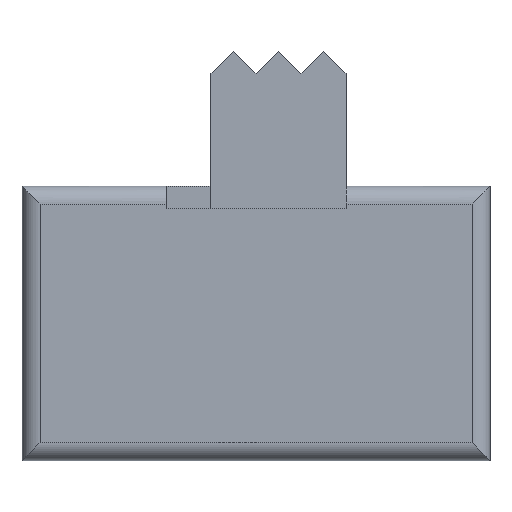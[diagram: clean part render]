
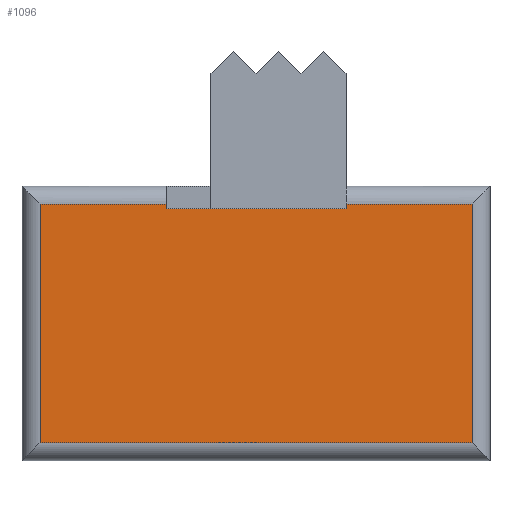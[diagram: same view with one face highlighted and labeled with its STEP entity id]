
A CAD part, top view. The second image highlights one B-rep face of the part: STEP entity #1096.
In plain terms, the highlighted planar face has unit normal (0, 0, 1).
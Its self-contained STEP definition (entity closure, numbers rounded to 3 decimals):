
#70 = VECTOR ( 'NONE', #2939, 1000. ) ;
#88 = EDGE_CURVE ( 'NONE', #2612, #1577, #1781, .T. ) ;
#91 = ORIENTED_EDGE ( 'NONE', *, *, #310, .T. ) ;
#99 = DIRECTION ( 'NONE',  ( -1., 0., 0. ) ) ;
#103 = LINE ( 'NONE', #1444, #1672 ) ;
#151 = ORIENTED_EDGE ( 'NONE', *, *, #834, .T. ) ;
#163 = VECTOR ( 'NONE', #2306, 1000. ) ;
#229 = CARTESIAN_POINT ( 'NONE',  ( 2., 2.55, 5.1 ) ) ;
#308 = VERTEX_POINT ( 'NONE', #1172 ) ;
#310 = EDGE_CURVE ( 'NONE', #308, #2849, #103, .T. ) ;
#354 = CARTESIAN_POINT ( 'NONE',  ( -2., 2.65, 5.1 ) ) ;
#395 = VERTEX_POINT ( 'NONE', #620 ) ;
#510 = AXIS2_PLACEMENT_3D ( 'NONE', #2613, #1325, #1891 ) ;
#520 = VECTOR ( 'NONE', #1295, 1000. ) ;
#523 = VERTEX_POINT ( 'NONE', #2329 ) ;
#561 = LINE ( 'NONE', #1610, #1427 ) ;
#620 = CARTESIAN_POINT ( 'NONE',  ( 4.8, -2.65, 5.1 ) ) ;
#795 = CARTESIAN_POINT ( 'NONE',  ( 4.8, 2.65, 5.1 ) ) ;
#834 = EDGE_CURVE ( 'NONE', #395, #2964, #1931, .T. ) ;
#984 = EDGE_CURVE ( 'NONE', #2849, #2843, #1381, .T. ) ;
#1002 = CARTESIAN_POINT ( 'NONE',  ( -4.8, -2.65, 5.1 ) ) ;
#1096 = ADVANCED_FACE ( 'NONE', ( #1831 ), #2870, .T. ) ;
#1108 = LINE ( 'NONE', #354, #1286 ) ;
#1142 = DIRECTION ( 'NONE',  ( 0., -1., 0. ) ) ;
#1155 = CARTESIAN_POINT ( 'NONE',  ( 4.8, -2.65, 5.1 ) ) ;
#1172 = CARTESIAN_POINT ( 'NONE',  ( -2., 2.65, 5.1 ) ) ;
#1286 = VECTOR ( 'NONE', #1142, 1000. ) ;
#1295 = DIRECTION ( 'NONE',  ( 1., 0., 0. ) ) ;
#1325 = DIRECTION ( 'NONE',  ( 0., 0., 1. ) ) ;
#1330 = CARTESIAN_POINT ( 'NONE',  ( -4.8, -2.65, 5.1 ) ) ;
#1331 = ORIENTED_EDGE ( 'NONE', *, *, #1348, .F. ) ;
#1348 = EDGE_CURVE ( 'NONE', #308, #2612, #1108, .T. ) ;
#1381 = LINE ( 'NONE', #1906, #70 ) ;
#1427 = VECTOR ( 'NONE', #99, 1000. ) ;
#1444 = CARTESIAN_POINT ( 'NONE',  ( -2., 2.65, 5.1 ) ) ;
#1473 = DIRECTION ( 'NONE',  ( -1., 0., 0. ) ) ;
#1487 = ORIENTED_EDGE ( 'NONE', *, *, #984, .T. ) ;
#1577 = VERTEX_POINT ( 'NONE', #229 ) ;
#1610 = CARTESIAN_POINT ( 'NONE',  ( 4.8, 2.65, 5.1 ) ) ;
#1622 = EDGE_CURVE ( 'NONE', #1577, #523, #3104, .T. ) ;
#1672 = VECTOR ( 'NONE', #1473, 1000. ) ;
#1750 = DIRECTION ( 'NONE',  ( 0., 1., 0. ) ) ;
#1781 = LINE ( 'NONE', #2348, #520 ) ;
#1821 = VECTOR ( 'NONE', #1750, 1000. ) ;
#1831 = FACE_OUTER_BOUND ( 'NONE', #2970, .T. ) ;
#1891 = DIRECTION ( 'NONE',  ( 1., 0., 0. ) ) ;
#1902 = ORIENTED_EDGE ( 'NONE', *, *, #3072, .T. ) ;
#1906 = CARTESIAN_POINT ( 'NONE',  ( -4.8, 2.65, 5.1 ) ) ;
#1923 = VECTOR ( 'NONE', #2965, 1000. ) ;
#1931 = LINE ( 'NONE', #1155, #1923 ) ;
#2001 = CARTESIAN_POINT ( 'NONE',  ( -2., 2.55, 5.1 ) ) ;
#2058 = ORIENTED_EDGE ( 'NONE', *, *, #88, .F. ) ;
#2190 = CARTESIAN_POINT ( 'NONE',  ( -4.8, 2.65, 5.1 ) ) ;
#2306 = DIRECTION ( 'NONE',  ( 1., 0., 0. ) ) ;
#2329 = CARTESIAN_POINT ( 'NONE',  ( 2., 2.65, 5.1 ) ) ;
#2348 = CARTESIAN_POINT ( 'NONE',  ( -2., 2.55, 5.1 ) ) ;
#2600 = ORIENTED_EDGE ( 'NONE', *, *, #3108, .T. ) ;
#2612 = VERTEX_POINT ( 'NONE', #2001 ) ;
#2613 = CARTESIAN_POINT ( 'NONE',  ( 0., 0., 5.1 ) ) ;
#2843 = VERTEX_POINT ( 'NONE', #1330 ) ;
#2849 = VERTEX_POINT ( 'NONE', #2190 ) ;
#2870 = PLANE ( 'NONE',  #510 ) ;
#2880 = ORIENTED_EDGE ( 'NONE', *, *, #1622, .F. ) ;
#2939 = DIRECTION ( 'NONE',  ( 0., -1., 0. ) ) ;
#2964 = VERTEX_POINT ( 'NONE', #795 ) ;
#2965 = DIRECTION ( 'NONE',  ( 0., 1., 0. ) ) ;
#2970 = EDGE_LOOP ( 'NONE', ( #91, #1487, #1902, #151, #2600, #2880, #2058, #1331 ) ) ;
#3037 = CARTESIAN_POINT ( 'NONE',  ( 2., 2.55, 5.1 ) ) ;
#3072 = EDGE_CURVE ( 'NONE', #2843, #395, #3335, .T. ) ;
#3104 = LINE ( 'NONE', #3037, #1821 ) ;
#3108 = EDGE_CURVE ( 'NONE', #2964, #523, #561, .T. ) ;
#3335 = LINE ( 'NONE', #1002, #163 ) ;
